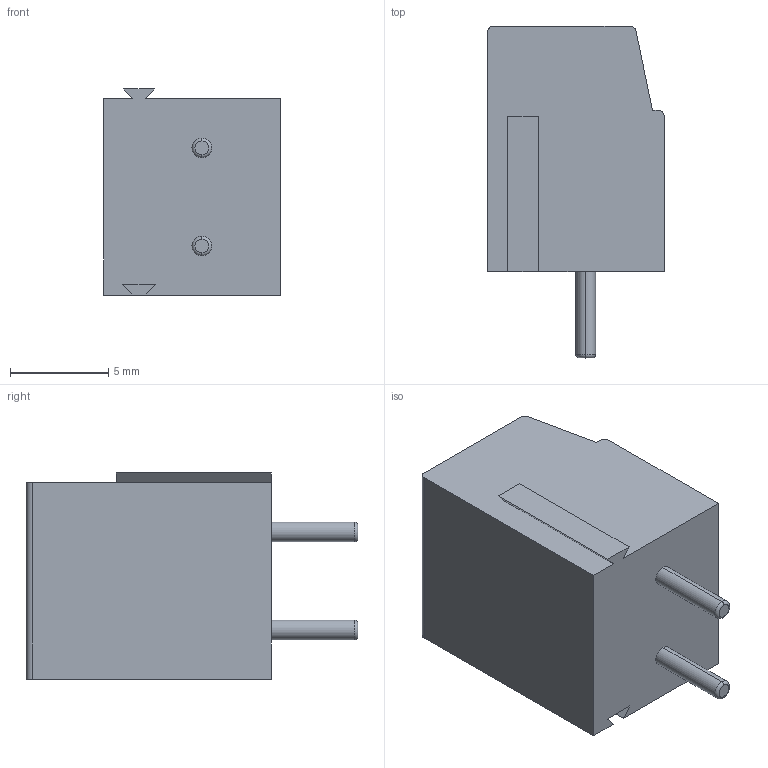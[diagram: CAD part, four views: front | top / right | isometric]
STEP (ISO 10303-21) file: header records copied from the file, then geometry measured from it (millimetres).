
FILE_DESCRIPTION (( 'STEP AP214' ), '1' );
FILE_NAME ('CUI_DEVICES_TB001-500-02BE.step', '2019-10-21T04:18:05', ( '' ), ( '' ), 'SwSTEP 2.0', 'SolidWorks 2019', '' );
FILE_SCHEMA (( 'AUTOMOTIVE_DESIGN' ));
Length unit declared in the file: millimetre
Products named in the file (2): CUI_DEVICES_TB001-500-02BE; TB001-500-02P_Blue - S
Assembly tree (1 placements, depth 2):
  CUI_DEVICES_TB001-500-02BE
    TB001-500-02P_Blue - S
Bounding box: 9 x 16.9 x 10.5 mm (x, y, z)
Volume: 950.6 mm3; surface area: 945.1 mm2
Topology: 1 solids, 1 shells, 129 faces, 335 edges, 220 vertices
Faces by surface type: plane 72, cylinder 39, torus 14, cone 4
Entity records: 4644 total; most frequent: CARTESIAN_POINT 912, ORIENTED_EDGE 670, DIRECTION 663, EDGE_CURVE 335, AXIS2_PLACEMENT_3D 235, VERTEX_POINT 220, LINE 193, VECTOR 193
